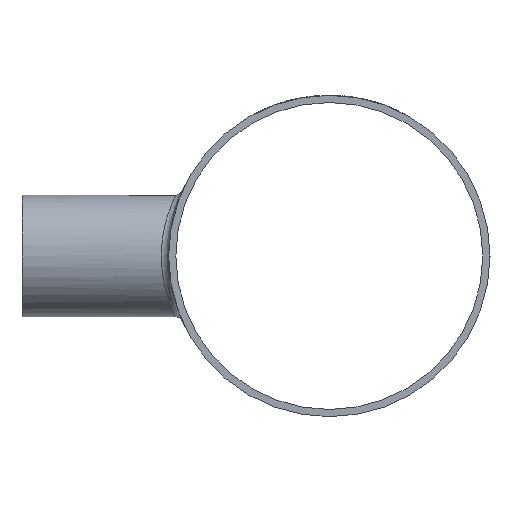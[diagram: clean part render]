
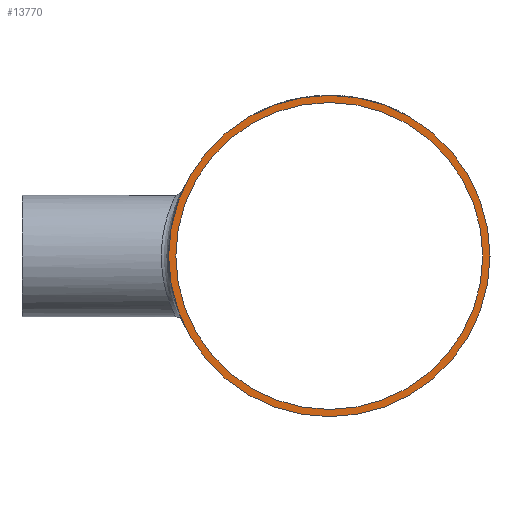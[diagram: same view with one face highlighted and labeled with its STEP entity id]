
A CAD part, left-side view. The second image highlights one B-rep face of the part: STEP entity #13770.
In plain terms, the highlighted planar face has unit normal (-1, 0, 0).
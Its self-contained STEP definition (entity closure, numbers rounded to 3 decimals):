
#668 = ORIENTED_EDGE ( 'NONE', *, *, #10503, .T. ) ;
#3212 = AXIS2_PLACEMENT_3D ( 'NONE', #9117, #17243, #8701 ) ;
#6645 = CARTESIAN_POINT ( 'NONE',  ( -130., 0., 44.45 ) ) ;
#7992 = CIRCLE ( 'NONE', #23228, 44.45 ) ;
#8701 = DIRECTION ( 'NONE',  ( 0., 0., 1. ) ) ;
#9117 = CARTESIAN_POINT ( 'NONE',  ( -130., 0., 0. ) ) ;
#10503 = EDGE_CURVE ( 'NONE', #15468, #15468, #7992, .T. ) ;
#11659 = AXIS2_PLACEMENT_3D ( 'NONE', #20874, #16677, #18490 ) ;
#12037 = DIRECTION ( 'NONE',  ( 0., 0., 1. ) ) ;
#13770 = ADVANCED_FACE ( 'NONE', ( #27068, #18767 ), #20597, .T. ) ;
#13777 = VERTEX_POINT ( 'NONE', #14046 ) ;
#14046 = CARTESIAN_POINT ( 'NONE',  ( -130., 0., 42.45 ) ) ;
#15468 = VERTEX_POINT ( 'NONE', #6645 ) ;
#15962 = EDGE_LOOP ( 'NONE', ( #668 ) ) ;
#16677 = DIRECTION ( 'NONE',  ( -1., 0., 0. ) ) ;
#17243 = DIRECTION ( 'NONE',  ( -1., 0., 0. ) ) ;
#18490 = DIRECTION ( 'NONE',  ( 0., 0., 1. ) ) ;
#18767 = FACE_OUTER_BOUND ( 'NONE', #15962, .T. ) ;
#20246 = EDGE_CURVE ( 'NONE', #13777, #13777, #22479, .T. ) ;
#20535 = ORIENTED_EDGE ( 'NONE', *, *, #20246, .F. ) ;
#20597 = PLANE ( 'NONE',  #11659 ) ;
#20874 = CARTESIAN_POINT ( 'NONE',  ( -130., 0., 0. ) ) ;
#21764 = EDGE_LOOP ( 'NONE', ( #20535 ) ) ;
#22479 = CIRCLE ( 'NONE', #3212, 42.45 ) ;
#23228 = AXIS2_PLACEMENT_3D ( 'NONE', #27352, #24813, #12037 ) ;
#24813 = DIRECTION ( 'NONE',  ( -1., 0., 0. ) ) ;
#27068 = FACE_BOUND ( 'NONE', #21764, .T. ) ;
#27352 = CARTESIAN_POINT ( 'NONE',  ( -130., 0., 0. ) ) ;
